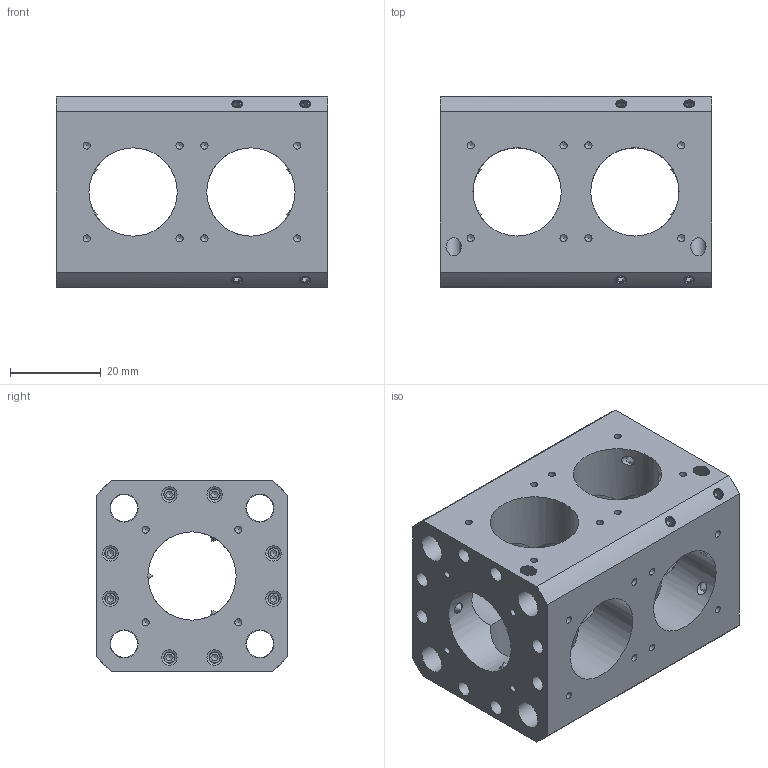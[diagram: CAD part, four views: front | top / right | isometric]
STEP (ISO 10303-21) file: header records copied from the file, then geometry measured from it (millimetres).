
FILE_DESCRIPTION(/* description */ (''),/* implementation_level */ '2;1');
FILE_NAME(/* name */ '980121000300_Vereinfachen_1.stp',/* time_stamp */ '2025-09-17T15:45:35+02:00',/* author */ ('trapp'),/* organization */ (''),/* preprocessor_version */ 'ST-DEVELOPER v19.2',/* originating_system */ 'Autodesk Inventor 2024',/* authorisation */ '');
FILE_SCHEMA (('AUTOMOTIVE_DESIGN { 1 0 10303 214 3 1 1 }'));
Length unit declared in the file: millimetre
Products named in the file (1): 980121000300_Vereinfachen_1
Bounding box: 60 x 42 x 42 mm (x, y, z)
Volume: 48683.4 mm3; surface area: 25296 mm2
Topology: 1 solids, 1 shells, 525 faces, 1397 edges, 904 vertices
Faces by surface type: plane 224, cone 156, cylinder 145
Full cylindrical faces by diameter (mm): 1.567 x40, 2.459 x60, 3.4 x22, 6 x4, 6.2 x4, 19.5 x11
Entity records: 17396 total; most frequent: CARTESIAN_POINT 4387, ORIENTED_EDGE 2610, DIRECTION 2477, EDGE_CURVE 1305, VERTEX_POINT 904, AXIS2_PLACEMENT_3D 902, EDGE_LOOP 673, LINE 673
